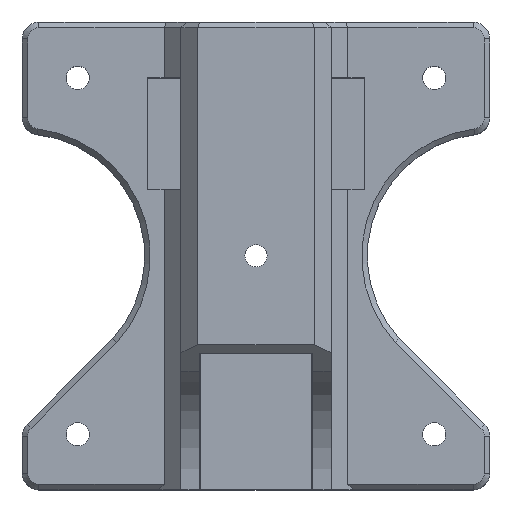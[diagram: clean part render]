
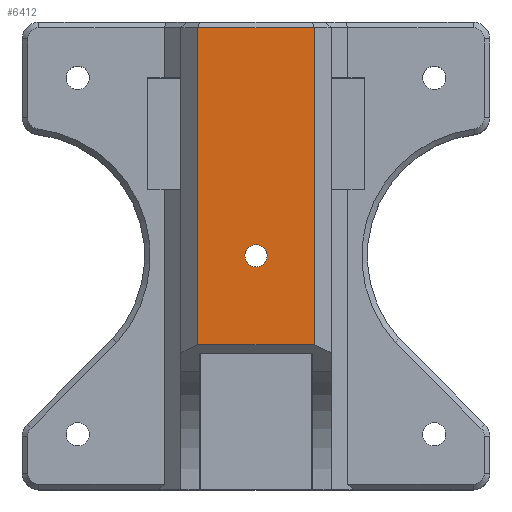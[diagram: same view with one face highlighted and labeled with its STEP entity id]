
A CAD part, top view. The second image highlights one B-rep face of the part: STEP entity #6412.
In plain terms, the highlighted planar face has unit normal (0, 0, 1).
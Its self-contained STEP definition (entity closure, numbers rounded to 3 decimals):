
#1666 = PLANE('',#1667);
#1667 = AXIS2_PLACEMENT_3D('',#1668,#1669,#1670);
#1668 = CARTESIAN_POINT('',(30.,26.,38.5));
#1669 = DIRECTION('',(-0.707,0.,0.707));
#1670 = DIRECTION('',(0.,1.,0.));
#1792 = PLANE('',#1793);
#1793 = AXIS2_PLACEMENT_3D('',#1794,#1795,#1796);
#1794 = CARTESIAN_POINT('',(0.,26.,40.));
#1795 = DIRECTION('',(0.,0.904,-0.428));
#1796 = DIRECTION('',(0.,-0.428,-0.904));
#1933 = PLANE('',#1934);
#1934 = AXIS2_PLACEMENT_3D('',#1935,#1936,#1937);
#1935 = CARTESIAN_POINT('',(31.5,83.5,39.5));
#1936 = DIRECTION('',(0.,0.707,0.707));
#1937 = DIRECTION('',(-1.,-0.,0.));
#3731 = EDGE_CURVE('',#3732,#3734,#3736,.T.);
#3732 = VERTEX_POINT('',#3733);
#3733 = CARTESIAN_POINT('',(31.5,26.,40.));
#3734 = VERTEX_POINT('',#3735);
#3735 = CARTESIAN_POINT('',(31.5,83.,40.));
#3736 = SURFACE_CURVE('',#3737,(#3741,#3748),.PCURVE_S1.);
#3737 = LINE('',#3738,#3739);
#3738 = CARTESIAN_POINT('',(31.5,26.,40.));
#3739 = VECTOR('',#3740,1.);
#3740 = DIRECTION('',(0.,1.,0.));
#3741 = PCURVE('',#1666,#3742);
#3742 = DEFINITIONAL_REPRESENTATION('',(#3743),#3747);
#3743 = LINE('',#3744,#3745);
#3744 = CARTESIAN_POINT('',(0.,-2.121));
#3745 = VECTOR('',#3746,1.);
#3746 = DIRECTION('',(1.,0.));
#3747 = ( GEOMETRIC_REPRESENTATION_CONTEXT(2) 
PARAMETRIC_REPRESENTATION_CONTEXT() REPRESENTATION_CONTEXT('2D SPACE',''
  ) );
#3748 = PCURVE('',#3749,#3754);
#3749 = PLANE('',#3750);
#3750 = AXIS2_PLACEMENT_3D('',#3751,#3752,#3753);
#3751 = CARTESIAN_POINT('',(28.5,0.,40.));
#3752 = DIRECTION('',(0.,0.,1.));
#3753 = DIRECTION('',(1.,0.,0.));
#3754 = DEFINITIONAL_REPRESENTATION('',(#3755),#3759);
#3755 = LINE('',#3756,#3757);
#3756 = CARTESIAN_POINT('',(3.,26.));
#3757 = VECTOR('',#3758,1.);
#3758 = DIRECTION('',(0.,1.));
#3759 = ( GEOMETRIC_REPRESENTATION_CONTEXT(2) 
PARAMETRIC_REPRESENTATION_CONTEXT() REPRESENTATION_CONTEXT('2D SPACE',''
  ) );
#3809 = EDGE_CURVE('',#3732,#3810,#3812,.T.);
#3810 = VERTEX_POINT('',#3811);
#3811 = CARTESIAN_POINT('',(52.5,26.,40.));
#3812 = SURFACE_CURVE('',#3813,(#3817,#3824),.PCURVE_S1.);
#3813 = LINE('',#3814,#3815);
#3814 = CARTESIAN_POINT('',(0.,26.,40.));
#3815 = VECTOR('',#3816,1.);
#3816 = DIRECTION('',(1.,0.,0.));
#3817 = PCURVE('',#1792,#3818);
#3818 = DEFINITIONAL_REPRESENTATION('',(#3819),#3823);
#3819 = LINE('',#3820,#3821);
#3820 = CARTESIAN_POINT('',(-0.,0.));
#3821 = VECTOR('',#3822,1.);
#3822 = DIRECTION('',(0.,-1.));
#3823 = ( GEOMETRIC_REPRESENTATION_CONTEXT(2) 
PARAMETRIC_REPRESENTATION_CONTEXT() REPRESENTATION_CONTEXT('2D SPACE',''
  ) );
#3824 = PCURVE('',#3749,#3825);
#3825 = DEFINITIONAL_REPRESENTATION('',(#3826),#3830);
#3826 = LINE('',#3827,#3828);
#3827 = CARTESIAN_POINT('',(-28.5,26.));
#3828 = VECTOR('',#3829,1.);
#3829 = DIRECTION('',(1.,0.));
#3830 = ( GEOMETRIC_REPRESENTATION_CONTEXT(2) 
PARAMETRIC_REPRESENTATION_CONTEXT() REPRESENTATION_CONTEXT('2D SPACE',''
  ) );
#3848 = PLANE('',#3849);
#3849 = AXIS2_PLACEMENT_3D('',#3850,#3851,#3852);
#3850 = CARTESIAN_POINT('',(54.,26.,38.5));
#3851 = DIRECTION('',(0.707,0.,0.707));
#3852 = DIRECTION('',(0.,-1.,0.));
#4488 = VERTEX_POINT('',#4489);
#4489 = CARTESIAN_POINT('',(52.5,83.,40.));
#4510 = EDGE_CURVE('',#3734,#4488,#4511,.T.);
#4511 = SURFACE_CURVE('',#4512,(#4516,#4523),.PCURVE_S1.);
#4512 = LINE('',#4513,#4514);
#4513 = CARTESIAN_POINT('',(31.5,83.,40.));
#4514 = VECTOR('',#4515,1.);
#4515 = DIRECTION('',(1.,0.,0.));
#4516 = PCURVE('',#1933,#4517);
#4517 = DEFINITIONAL_REPRESENTATION('',(#4518),#4522);
#4518 = LINE('',#4519,#4520);
#4519 = CARTESIAN_POINT('',(-0.,0.707));
#4520 = VECTOR('',#4521,1.);
#4521 = DIRECTION('',(-1.,0.));
#4522 = ( GEOMETRIC_REPRESENTATION_CONTEXT(2) 
PARAMETRIC_REPRESENTATION_CONTEXT() REPRESENTATION_CONTEXT('2D SPACE',''
  ) );
#4523 = PCURVE('',#3749,#4524);
#4524 = DEFINITIONAL_REPRESENTATION('',(#4525),#4529);
#4525 = LINE('',#4526,#4527);
#4526 = CARTESIAN_POINT('',(3.,83.));
#4527 = VECTOR('',#4528,1.);
#4528 = DIRECTION('',(1.,0.));
#4529 = ( GEOMETRIC_REPRESENTATION_CONTEXT(2) 
PARAMETRIC_REPRESENTATION_CONTEXT() REPRESENTATION_CONTEXT('2D SPACE',''
  ) );
#6412 = ADVANCED_FACE('',(#6413,#6439),#3749,.T.);
#6413 = FACE_BOUND('',#6414,.T.);
#6414 = EDGE_LOOP('',(#6415,#6416,#6417,#6438));
#6415 = ORIENTED_EDGE('',*,*,#3731,.F.);
#6416 = ORIENTED_EDGE('',*,*,#3809,.T.);
#6417 = ORIENTED_EDGE('',*,*,#6418,.T.);
#6418 = EDGE_CURVE('',#3810,#4488,#6419,.T.);
#6419 = SURFACE_CURVE('',#6420,(#6424,#6431),.PCURVE_S1.);
#6420 = LINE('',#6421,#6422);
#6421 = CARTESIAN_POINT('',(52.5,26.,40.));
#6422 = VECTOR('',#6423,1.);
#6423 = DIRECTION('',(0.,1.,0.));
#6424 = PCURVE('',#3749,#6425);
#6425 = DEFINITIONAL_REPRESENTATION('',(#6426),#6430);
#6426 = LINE('',#6427,#6428);
#6427 = CARTESIAN_POINT('',(24.,26.));
#6428 = VECTOR('',#6429,1.);
#6429 = DIRECTION('',(0.,1.));
#6430 = ( GEOMETRIC_REPRESENTATION_CONTEXT(2) 
PARAMETRIC_REPRESENTATION_CONTEXT() REPRESENTATION_CONTEXT('2D SPACE',''
  ) );
#6431 = PCURVE('',#3848,#6432);
#6432 = DEFINITIONAL_REPRESENTATION('',(#6433),#6437);
#6433 = LINE('',#6434,#6435);
#6434 = CARTESIAN_POINT('',(-0.,-2.121));
#6435 = VECTOR('',#6436,1.);
#6436 = DIRECTION('',(-1.,0.));
#6437 = ( GEOMETRIC_REPRESENTATION_CONTEXT(2) 
PARAMETRIC_REPRESENTATION_CONTEXT() REPRESENTATION_CONTEXT('2D SPACE',''
  ) );
#6438 = ORIENTED_EDGE('',*,*,#4510,.F.);
#6439 = FACE_BOUND('',#6440,.T.);
#6440 = EDGE_LOOP('',(#6441));
#6441 = ORIENTED_EDGE('',*,*,#6442,.F.);
#6442 = EDGE_CURVE('',#6443,#6443,#6445,.T.);
#6443 = VERTEX_POINT('',#6444);
#6444 = CARTESIAN_POINT('',(44.,42.,40.));
#6445 = SURFACE_CURVE('',#6446,(#6451,#6458),.PCURVE_S1.);
#6446 = CIRCLE('',#6447,2.);
#6447 = AXIS2_PLACEMENT_3D('',#6448,#6449,#6450);
#6448 = CARTESIAN_POINT('',(42.,42.,40.));
#6449 = DIRECTION('',(0.,0.,1.));
#6450 = DIRECTION('',(1.,0.,0.));
#6451 = PCURVE('',#3749,#6452);
#6452 = DEFINITIONAL_REPRESENTATION('',(#6453),#6457);
#6453 = CIRCLE('',#6454,2.);
#6454 = AXIS2_PLACEMENT_2D('',#6455,#6456);
#6455 = CARTESIAN_POINT('',(13.5,42.));
#6456 = DIRECTION('',(1.,0.));
#6457 = ( GEOMETRIC_REPRESENTATION_CONTEXT(2) 
PARAMETRIC_REPRESENTATION_CONTEXT() REPRESENTATION_CONTEXT('2D SPACE',''
  ) );
#6458 = PCURVE('',#6459,#6464);
#6459 = CYLINDRICAL_SURFACE('',#6460,2.);
#6460 = AXIS2_PLACEMENT_3D('',#6461,#6462,#6463);
#6461 = CARTESIAN_POINT('',(42.,42.,36.5));
#6462 = DIRECTION('',(0.,0.,1.));
#6463 = DIRECTION('',(1.,0.,0.));
#6464 = DEFINITIONAL_REPRESENTATION('',(#6465),#6469);
#6465 = LINE('',#6466,#6467);
#6466 = CARTESIAN_POINT('',(0.,3.5));
#6467 = VECTOR('',#6468,1.);
#6468 = DIRECTION('',(1.,0.));
#6469 = ( GEOMETRIC_REPRESENTATION_CONTEXT(2) 
PARAMETRIC_REPRESENTATION_CONTEXT() REPRESENTATION_CONTEXT('2D SPACE',''
  ) );
